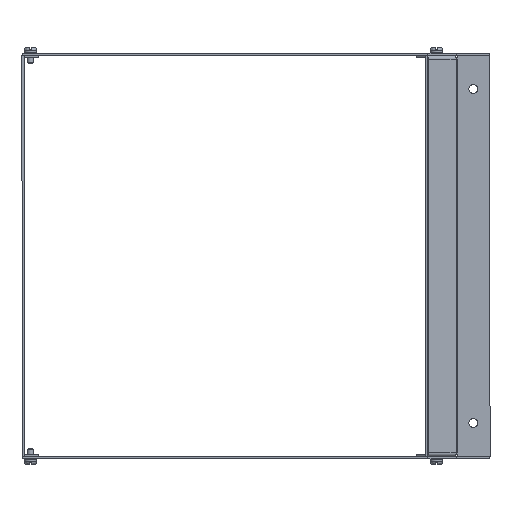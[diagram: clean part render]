
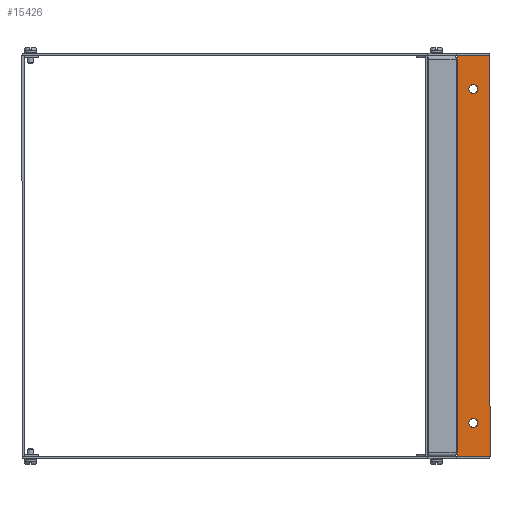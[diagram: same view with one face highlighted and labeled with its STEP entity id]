
A CAD part, front view. The second image highlights one B-rep face of the part: STEP entity #15426.
In plain terms, the highlighted planar face has unit normal (0, -1, 0).
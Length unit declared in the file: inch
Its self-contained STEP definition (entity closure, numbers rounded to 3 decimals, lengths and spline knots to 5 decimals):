
#693 = CARTESIAN_POINT ( 'NONE',  ( 7.42818, -6.07182, -1. ) ) ;
#701 = DIRECTION ( 'NONE',  ( 0., -1., 0. ) ) ;
#1059 = VECTOR ( 'NONE', #13778, 39.37008 ) ;
#1115 = ORIENTED_EDGE ( 'NONE', *, *, #4830, .F. ) ;
#1208 = CARTESIAN_POINT ( 'NONE',  ( 6.94168, -6.07182, -12. ) ) ;
#1223 = DIRECTION ( 'NONE',  ( 1., 0., 0. ) ) ;
#1364 = DIRECTION ( 'NONE',  ( 0., -1., 0. ) ) ;
#1417 = CIRCLE ( 'NONE', #8701, 0.133 ) ;
#1482 = CARTESIAN_POINT ( 'NONE',  ( 7.56118, -6.07182, -1. ) ) ;
#1545 = EDGE_CURVE ( 'NONE', #8199, #6851, #2465, .T. ) ;
#1694 = ORIENTED_EDGE ( 'NONE', *, *, #10341, .F. ) ;
#1973 = ORIENTED_EDGE ( 'NONE', *, *, #12689, .T. ) ;
#2151 = VERTEX_POINT ( 'NONE', #1482 ) ;
#2216 = DIRECTION ( 'NONE',  ( -1., 0., 0. ) ) ;
#2329 = FACE_BOUND ( 'NONE', #9567, .T. ) ;
#2465 = LINE ( 'NONE', #10149, #6438 ) ;
#2503 = DIRECTION ( 'NONE',  ( -1., 0., 0. ) ) ;
#2644 = EDGE_CURVE ( 'NONE', #6851, #7847, #4683, .T. ) ;
#2753 = EDGE_CURVE ( 'NONE', #4141, #8199, #10227, .T. ) ;
#2959 = CARTESIAN_POINT ( 'NONE',  ( 6.94168, -6.07182, 0. ) ) ;
#3435 = AXIS2_PLACEMENT_3D ( 'NONE', #16645, #13825, #2503 ) ;
#3486 = CARTESIAN_POINT ( 'NONE',  ( 6.94168, -6.07182, 0. ) ) ;
#3573 = CARTESIAN_POINT ( 'NONE',  ( 7.92818, -6.07182, -12. ) ) ;
#3586 = CARTESIAN_POINT ( 'NONE',  ( 6.94168, -6.07182, -0.108 ) ) ;
#3949 = LINE ( 'NONE', #10442, #15574 ) ;
#4141 = VERTEX_POINT ( 'NONE', #6585 ) ;
#4403 = DIRECTION ( 'NONE',  ( -1., 0., 0. ) ) ;
#4487 = LINE ( 'NONE', #2959, #11670 ) ;
#4683 = LINE ( 'NONE', #11160, #14280 ) ;
#4830 = EDGE_CURVE ( 'NONE', #7105, #2151, #6513, .T. ) ;
#5312 = CIRCLE ( 'NONE', #15001, 0.133 ) ;
#5475 = AXIS2_PLACEMENT_3D ( 'NONE', #6207, #12785, #1223 ) ;
#5877 = EDGE_CURVE ( 'NONE', #14706, #4141, #8268, .T. ) ;
#5878 = DIRECTION ( 'NONE',  ( -1., 0., 0. ) ) ;
#6207 = CARTESIAN_POINT ( 'NONE',  ( 7.92818, -6.07182, 0. ) ) ;
#6438 = VECTOR ( 'NONE', #10232, 39.37008 ) ;
#6513 = CIRCLE ( 'NONE', #9750, 0.133 ) ;
#6585 = CARTESIAN_POINT ( 'NONE',  ( 7.92818, -6.07182, 0. ) ) ;
#6685 = EDGE_CURVE ( 'NONE', #2151, #7105, #1417, .T. ) ;
#6851 = VERTEX_POINT ( 'NONE', #1208 ) ;
#7105 = VERTEX_POINT ( 'NONE', #10392 ) ;
#7650 = FACE_BOUND ( 'NONE', #11159, .T. ) ;
#7847 = VERTEX_POINT ( 'NONE', #7963 ) ;
#7963 = CARTESIAN_POINT ( 'NONE',  ( 6.94168, -6.07182, -11.892 ) ) ;
#8199 = VERTEX_POINT ( 'NONE', #3573 ) ;
#8268 = LINE ( 'NONE', #13415, #13818 ) ;
#8701 = AXIS2_PLACEMENT_3D ( 'NONE', #12272, #701, #5878 ) ;
#8727 = VERTEX_POINT ( 'NONE', #12028 ) ;
#8878 = CARTESIAN_POINT ( 'NONE',  ( 7.92818, -6.07182, 0. ) ) ;
#9279 = DIRECTION ( 'NONE',  ( 0., 0., 1. ) ) ;
#9567 = EDGE_LOOP ( 'NONE', ( #1694, #14282 ) ) ;
#9616 = ORIENTED_EDGE ( 'NONE', *, *, #5877, .F. ) ;
#9750 = AXIS2_PLACEMENT_3D ( 'NONE', #693, #12345, #2216 ) ;
#9978 = DIRECTION ( 'NONE',  ( 0., 0., 1. ) ) ;
#10149 = CARTESIAN_POINT ( 'NONE',  ( 7.92818, -6.07182, -12. ) ) ;
#10227 = LINE ( 'NONE', #8878, #1059 ) ;
#10232 = DIRECTION ( 'NONE',  ( -1., 0., 0. ) ) ;
#10258 = FACE_OUTER_BOUND ( 'NONE', #14013, .T. ) ;
#10341 = EDGE_CURVE ( 'NONE', #11099, #8727, #5312, .T. ) ;
#10392 = CARTESIAN_POINT ( 'NONE',  ( 7.29518, -6.07182, -1. ) ) ;
#10442 = CARTESIAN_POINT ( 'NONE',  ( 6.94168, -6.07182, 0. ) ) ;
#10607 = CARTESIAN_POINT ( 'NONE',  ( 7.29518, -6.07182, -11. ) ) ;
#10638 = ORIENTED_EDGE ( 'NONE', *, *, #2644, .F. ) ;
#11099 = VERTEX_POINT ( 'NONE', #10607 ) ;
#11159 = EDGE_LOOP ( 'NONE', ( #1115, #14284 ) ) ;
#11160 = CARTESIAN_POINT ( 'NONE',  ( 6.94168, -6.07182, 0. ) ) ;
#11642 = ORIENTED_EDGE ( 'NONE', *, *, #2753, .F. ) ;
#11670 = VECTOR ( 'NONE', #9279, 39.37008 ) ;
#11748 = CARTESIAN_POINT ( 'NONE',  ( 7.42818, -6.07182, -11. ) ) ;
#12028 = CARTESIAN_POINT ( 'NONE',  ( 7.56118, -6.07182, -11. ) ) ;
#12272 = CARTESIAN_POINT ( 'NONE',  ( 7.42818, -6.07182, -1. ) ) ;
#12345 = DIRECTION ( 'NONE',  ( 0., -1., 0. ) ) ;
#12401 = ORIENTED_EDGE ( 'NONE', *, *, #15895, .F. ) ;
#12527 = EDGE_CURVE ( 'NONE', #8727, #11099, #16134, .T. ) ;
#12620 = PLANE ( 'NONE',  #5475 ) ;
#12689 = EDGE_CURVE ( 'NONE', #13762, #7847, #3949, .T. ) ;
#12785 = DIRECTION ( 'NONE',  ( 0., 1., 0. ) ) ;
#13415 = CARTESIAN_POINT ( 'NONE',  ( 7.92818, -6.07182, 0. ) ) ;
#13762 = VERTEX_POINT ( 'NONE', #3586 ) ;
#13778 = DIRECTION ( 'NONE',  ( 0., 0., -1. ) ) ;
#13818 = VECTOR ( 'NONE', #15976, 39.37008 ) ;
#13825 = DIRECTION ( 'NONE',  ( 0., -1., 0. ) ) ;
#13880 = ORIENTED_EDGE ( 'NONE', *, *, #1545, .F. ) ;
#14013 = EDGE_LOOP ( 'NONE', ( #12401, #1973, #10638, #13880, #11642, #9616 ) ) ;
#14280 = VECTOR ( 'NONE', #9978, 39.37008 ) ;
#14282 = ORIENTED_EDGE ( 'NONE', *, *, #12527, .F. ) ;
#14284 = ORIENTED_EDGE ( 'NONE', *, *, #6685, .F. ) ;
#14706 = VERTEX_POINT ( 'NONE', #3486 ) ;
#15001 = AXIS2_PLACEMENT_3D ( 'NONE', #11748, #1364, #4403 ) ;
#15426 = ADVANCED_FACE ( 'NONE', ( #10258, #7650, #2329 ), #12620, .F. ) ;
#15574 = VECTOR ( 'NONE', #15607, 39.37008 ) ;
#15607 = DIRECTION ( 'NONE',  ( 0., 0., -1. ) ) ;
#15895 = EDGE_CURVE ( 'NONE', #13762, #14706, #4487, .T. ) ;
#15976 = DIRECTION ( 'NONE',  ( 1., 0., 0. ) ) ;
#16134 = CIRCLE ( 'NONE', #3435, 0.133 ) ;
#16645 = CARTESIAN_POINT ( 'NONE',  ( 7.42818, -6.07182, -11. ) ) ;
